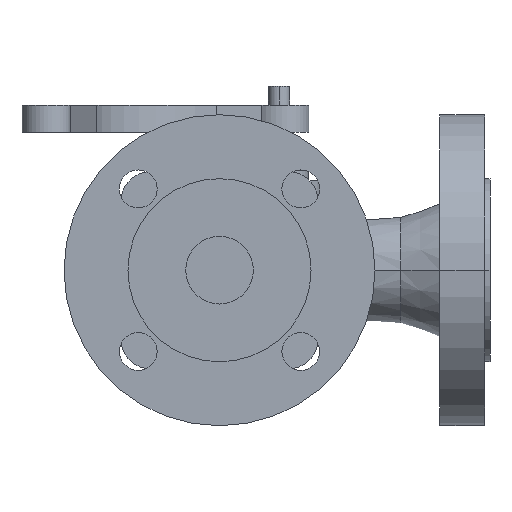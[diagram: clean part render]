
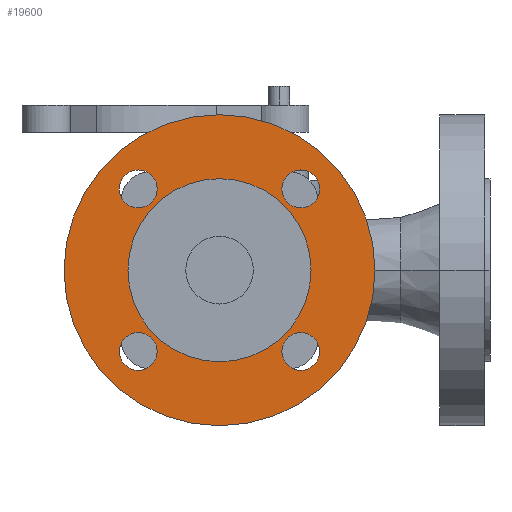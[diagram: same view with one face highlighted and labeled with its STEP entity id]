
A CAD part, front view. The second image highlights one B-rep face of the part: STEP entity #19600.
In plain terms, the highlighted planar face has unit normal (0, -1, 0).
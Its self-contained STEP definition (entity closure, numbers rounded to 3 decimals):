
#3700=CARTESIAN_POINT('',(-33.85,2.,0.));
#3710=VERTEX_POINT('',#3700);
#3870=CARTESIAN_POINT('',(33.85,2.,0.));
#3880=VERTEX_POINT('',#3870);
#3910=CARTESIAN_POINT('',(0.,2.,0.));
#3920=DIRECTION('',(0.,-1.,-0.));
#3930=DIRECTION('',(-1.,0.,0.));
#3940=AXIS2_PLACEMENT_3D('',#3910,#3920,#3930);
#3950=CIRCLE('',#3940,33.85);
#3960=EDGE_CURVE('',#3710,#3880,#3950,.T.);
#4100=CARTESIAN_POINT('',(-57.5,2.,0.))
;
#4110=VERTEX_POINT('',#4100);
#4290=CARTESIAN_POINT('',(57.5,2.,0.));
#4300=VERTEX_POINT('',#4290);
#4330=CARTESIAN_POINT('',(0.,2.,0.));
#4340=DIRECTION('',(0.,-1.,-0.));
#4350=DIRECTION('',(-1.,0.,0.));
#4360=AXIS2_PLACEMENT_3D('',#4330,#4340,#4350);
#4370=CIRCLE('',#4360,57.5);
#4380=EDGE_CURVE('',#4300,#4110,#4370,.T.);
#11830=CARTESIAN_POINT('',(23.052,2.,
-30.052));
#11840=VERTEX_POINT('',#11830);
#12000=CARTESIAN_POINT('',(37.052,2.,-30.052));
#12010=VERTEX_POINT('',#12000);
#12040=CARTESIAN_POINT('',(30.052,2.,
-30.052));
#12050=DIRECTION('',(0.,1.,0.));
#12060=DIRECTION('',(1.,0.,0.));
#12070=AXIS2_PLACEMENT_3D('',#12040,#12050,#12060);
#12080=CIRCLE('',#12070,7.);
#12090=EDGE_CURVE('',#12010,#11840,#12080,.T.);
#12250=CARTESIAN_POINT('',(23.052,2.,
30.052));
#12260=VERTEX_POINT('',#12250);
#12290=CARTESIAN_POINT('',(30.052,2.,
30.052));
#12300=DIRECTION('',(0.,1.,0.));
#12310=DIRECTION('',(1.,0.,0.));
#12320=AXIS2_PLACEMENT_3D('',#12290,#12300,#12310);
#12330=CIRCLE('',#12320,7.);
#12340=CARTESIAN_POINT('',(37.052,2.,30.052));
#12350=VERTEX_POINT('',#12340);
#12360=EDGE_CURVE('',#12260,#12350,#12330,.T.);
#12670=CARTESIAN_POINT('',(-23.052,2.,30.052));
#12680=VERTEX_POINT('',#12670);
#12840=CARTESIAN_POINT('',(-37.052,2.,
30.052));
#12850=VERTEX_POINT('',#12840);
#12880=CARTESIAN_POINT('',(-30.052,2.,
30.052));
#12890=DIRECTION('',(0.,1.,0.));
#12900=DIRECTION('',(1.,0.,0.));
#12910=AXIS2_PLACEMENT_3D('',#12880,#12890,#12900);
#12920=CIRCLE('',#12910,7.);
#12930=EDGE_CURVE('',#12850,#12680,#12920,.T.);
#13090=CARTESIAN_POINT('',(-37.052,2.,
-30.052));
#13100=VERTEX_POINT('',#13090);
#13130=CARTESIAN_POINT('',(-30.052,2.,
-30.052));
#13140=DIRECTION('',(0.,1.,0.));
#13150=DIRECTION('',(1.,0.,0.));
#13160=AXIS2_PLACEMENT_3D('',#13130,#13140,#13150);
#13170=CIRCLE('',#13160,7.);
#13180=CARTESIAN_POINT('',(-23.052,2.,-30.052));
#13190=VERTEX_POINT('',#13180);
#13200=EDGE_CURVE('',#13100,#13190,#13170,.T.);
#19250=CARTESIAN_POINT('',(-45.675,2.,
0.));
#19260=DIRECTION('',(0.,-1.,0.));
#19270=DIRECTION('',(-1.,0.,0.));
#19280=AXIS2_PLACEMENT_3D('',#19250,#19260,#19270);
#19290=PLANE('',#19280);
#19300=ORIENTED_EDGE('',*,*,#13200,.T.);
#19310=EDGE_CURVE('',#13190,#13100,#13170,.T.);
#19320=ORIENTED_EDGE('',*,*,#19310,.T.);
#19330=EDGE_LOOP('',(#19320,#19300));
#19340=FACE_BOUND('',#19330,.T.);
#19350=EDGE_CURVE('',#12680,#12850,#12920,.T.);
#19360=ORIENTED_EDGE('',*,*,#19350,.T.);
#19370=ORIENTED_EDGE('',*,*,#12930,.T.);
#19380=EDGE_LOOP('',(#19370,#19360));
#19390=FACE_BOUND('',#19380,.T.);
#19400=EDGE_CURVE('',#12350,#12260,#12330,.T.);
#19410=ORIENTED_EDGE('',*,*,#19400,.T.);
#19420=ORIENTED_EDGE('',*,*,#12360,.T.);
#19430=EDGE_LOOP('',(#19420,#19410));
#19440=FACE_BOUND('',#19430,.T.);
#19450=EDGE_CURVE('',#11840,#12010,#12080,.T.);
#19460=ORIENTED_EDGE('',*,*,#19450,.T.);
#19470=ORIENTED_EDGE('',*,*,#12090,.T.);
#19480=EDGE_LOOP('',(#19470,#19460));
#19490=FACE_BOUND('',#19480,.T.);
#19500=EDGE_CURVE('',#3880,#3710,#3950,.T.);
#19510=ORIENTED_EDGE('',*,*,#19500,.F.);
#19520=ORIENTED_EDGE('',*,*,#3960,.F.);
#19530=EDGE_LOOP('',(#19520,#19510));
#19540=FACE_BOUND('',#19530,.T.);
#19550=EDGE_CURVE('',#4110,#4300,#4370,.T.);
#19560=ORIENTED_EDGE('',*,*,#19550,.T.);
#19570=ORIENTED_EDGE('',*,*,#4380,.T.);
#19580=EDGE_LOOP('',(#19570,#19560));
#19590=FACE_OUTER_BOUND('',#19580,.T.);
#19600=ADVANCED_FACE('',(#19340,#19390,#19440,#19490,#19540,#19590),
#19290,.T.);
